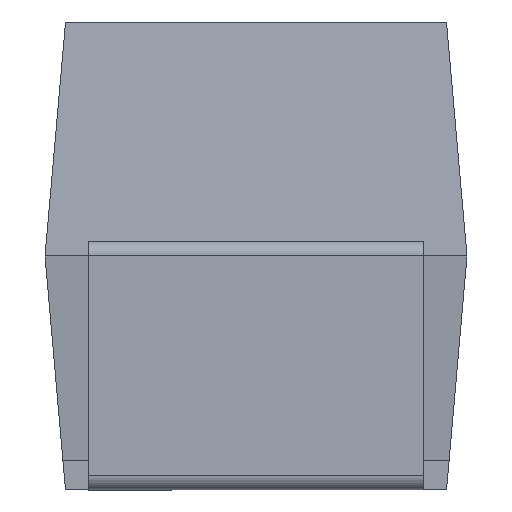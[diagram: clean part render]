
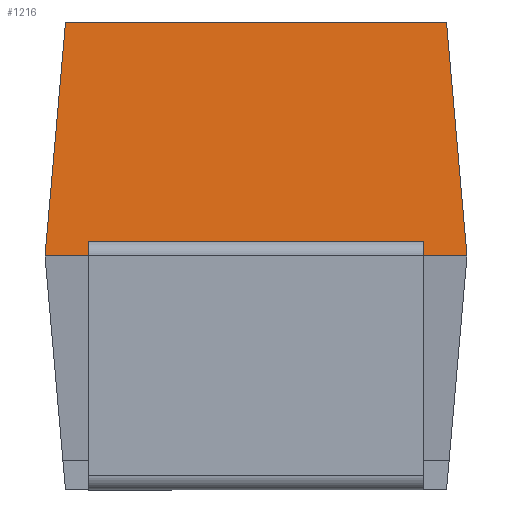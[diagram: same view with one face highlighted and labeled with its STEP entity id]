
A CAD part, left-side view. The second image highlights one B-rep face of the part: STEP entity #1216.
In plain terms, the highlighted planar face has unit normal (-0.996, 0, 0.087).
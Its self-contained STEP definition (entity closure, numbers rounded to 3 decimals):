
#1080=CARTESIAN_POINT('',(-2.136,1.282,3.15));
#1081=VERTEX_POINT('',#1080);
#1088=CARTESIAN_POINT('',(-2.136,-1.282,3.15));
#1089=VERTEX_POINT('',#1088);
#1090=CARTESIAN_POINT('',(-2.136,-1.282,3.15));
#1091=DIRECTION('',(0.0,1.0,0.0));
#1092=VECTOR('',#1091,2.564);
#1093=LINE('',#1090,#1092);
#1094=EDGE_CURVE('',#1089,#1081,#1093,.T.);
#1173=CARTESIAN_POINT('',(-2.274,1.42,1.575));
#1174=VERTEX_POINT('',#1173);
#1181=CARTESIAN_POINT('',(-2.274,1.42,1.575));
#1182=DIRECTION('',(0.087,-0.087,0.992));
#1183=VECTOR('',#1182,1.587);
#1184=LINE('',#1181,#1183);
#1185=EDGE_CURVE('',#1174,#1081,#1184,.T.);
#1193=CARTESIAN_POINT('',(-2.205,0.0,2.363));
#1194=DIRECTION('',(-0.996,0.0,0.087));
#1195=DIRECTION('',(0.087,0.0,0.996));
#1196=AXIS2_PLACEMENT_3D('',#1193,#1194,#1195);
#1197=PLANE('',#1196);
#1198=ORIENTED_EDGE('',*,*,#1185,.F.);
#1199=CARTESIAN_POINT('',(-2.274,-1.42,1.575));
#1200=VERTEX_POINT('',#1199);
#1201=CARTESIAN_POINT('',(-2.274,1.42,1.575));
#1202=DIRECTION('',(0.0,-1.0,0.0));
#1203=VECTOR('',#1202,2.84);
#1204=LINE('',#1201,#1203);
#1205=EDGE_CURVE('',#1174,#1200,#1204,.T.);
#1206=ORIENTED_EDGE('',*,*,#1205,.T.);
#1207=CARTESIAN_POINT('',(-2.274,-1.42,1.575));
#1208=DIRECTION('',(0.087,0.087,0.992));
#1209=VECTOR('',#1208,1.587);
#1210=LINE('',#1207,#1209);
#1211=EDGE_CURVE('',#1200,#1089,#1210,.T.);
#1212=ORIENTED_EDGE('',*,*,#1211,.T.);
#1213=ORIENTED_EDGE('',*,*,#1094,.T.);
#1214=EDGE_LOOP('',(#1198,#1206,#1212,#1213));
#1215=FACE_OUTER_BOUND('',#1214,.T.);
#1216=ADVANCED_FACE('',(#1215),#1197,.T.);
